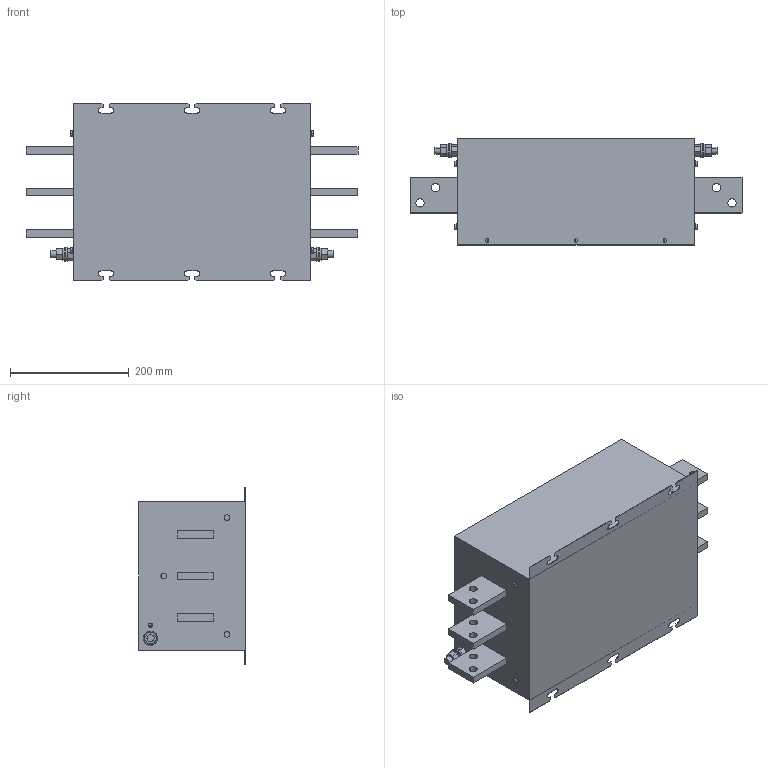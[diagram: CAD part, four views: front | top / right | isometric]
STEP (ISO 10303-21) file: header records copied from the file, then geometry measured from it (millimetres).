
FILE_DESCRIPTION (( 'STEP AP214' ), '1' );
FILE_NAME ('214164.STEP', '2024-07-24T09:50:25', ( '' ), ( '' ), 'SwSTEP 2.0', 'SolidWorks 2022', '' );
FILE_SCHEMA (( 'AUTOMOTIVE_DESIGN' ));
Length unit declared in the file: millimetre
Products named in the file (1): 214164
Bounding box: 560 x 180.05 x 300 mm (x, y, z)
Volume: 18364513.6 mm3; surface area: 549353.1 mm2
Topology: 1 solids, 1 shells, 310 faces, 770 edges, 514 vertices
Faces by surface type: plane 188, cylinder 110, sphere 12
Entity records: 9332 total; most frequent: DIRECTION 1632, CARTESIAN_POINT 1595, ORIENTED_EDGE 1540, EDGE_CURVE 770, AXIS2_PLACEMENT_3D 551, VECTOR 530, LINE 530, VERTEX_POINT 514
